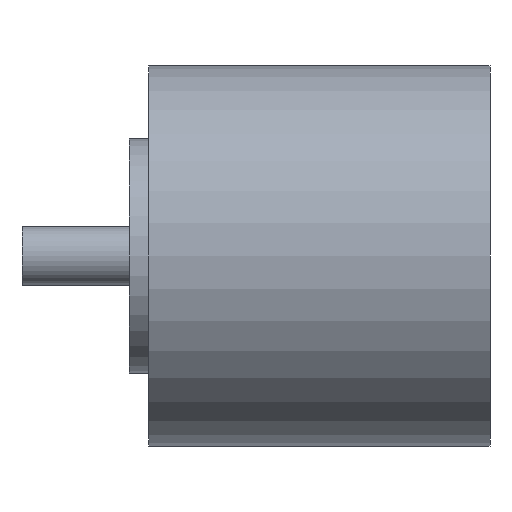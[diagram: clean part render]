
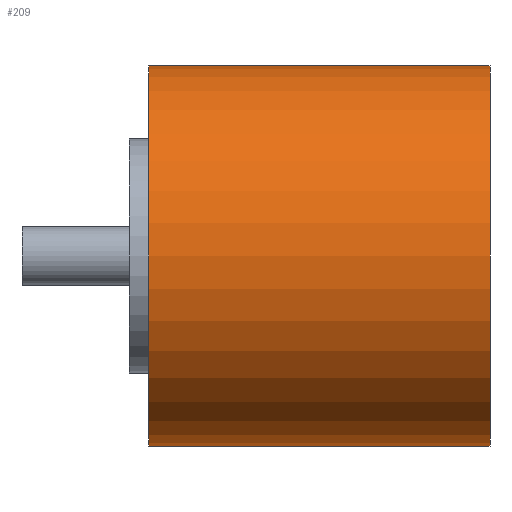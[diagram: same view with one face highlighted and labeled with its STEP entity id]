
A CAD part, front view. The second image highlights one B-rep face of the part: STEP entity #209.
In plain terms, the highlighted cylindrical face has radius 19.5 mm (diameter 39 mm), a partial arc.
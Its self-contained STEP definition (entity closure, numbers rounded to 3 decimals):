
#7 = EDGE_CURVE ( 'NONE', #152, #169, #179, .T. ) ;
#25 = AXIS2_PLACEMENT_3D ( 'NONE', #284, #192, #163 ) ;
#27 = FACE_OUTER_BOUND ( 'NONE', #133, .T. ) ;
#28 = CARTESIAN_POINT ( 'NONE',  ( -35., 0., -19.5 ) ) ;
#31 = CARTESIAN_POINT ( 'NONE',  ( -35., 0., 0. ) ) ;
#36 = DIRECTION ( 'NONE',  ( -1., 0., 0. ) ) ;
#38 = EDGE_CURVE ( 'NONE', #174, #161, #86, .T. ) ;
#39 = CARTESIAN_POINT ( 'NONE',  ( 0., 0., 0. ) ) ;
#86 = LINE ( 'NONE', #97, #278 ) ;
#97 = CARTESIAN_POINT ( 'NONE',  ( -47.995, 0., -19.5 ) ) ;
#106 = ORIENTED_EDGE ( 'NONE', *, *, #170, .F. ) ;
#108 = AXIS2_PLACEMENT_3D ( 'NONE', #31, #241, #121 ) ;
#121 = DIRECTION ( 'NONE',  ( 0., 0., 1. ) ) ;
#122 = CARTESIAN_POINT ( 'NONE',  ( 0., 0., -19.5 ) ) ;
#133 = EDGE_LOOP ( 'NONE', ( #251, #208, #194, #106 ) ) ;
#137 = CYLINDRICAL_SURFACE ( 'NONE', #25, 19.5 ) ;
#152 = VERTEX_POINT ( 'NONE', #238 ) ;
#161 = VERTEX_POINT ( 'NONE', #28 ) ;
#163 = DIRECTION ( 'NONE',  ( 0., 0., 1. ) ) ;
#169 = VERTEX_POINT ( 'NONE', #239 ) ;
#170 = EDGE_CURVE ( 'NONE', #161, #169, #217, .T. ) ;
#174 = VERTEX_POINT ( 'NONE', #122 ) ;
#179 = LINE ( 'NONE', #187, #214 ) ;
#187 = CARTESIAN_POINT ( 'NONE',  ( -47.995, 0., 19.5 ) ) ;
#192 = DIRECTION ( 'NONE',  ( -1., 0., 0. ) ) ;
#194 = ORIENTED_EDGE ( 'NONE', *, *, #7, .T. ) ;
#197 = DIRECTION ( 'NONE',  ( 0., 0., 1. ) ) ;
#208 = ORIENTED_EDGE ( 'NONE', *, *, #279, .T. ) ;
#209 = ADVANCED_FACE ( 'NONE', ( #27 ), #137, .T. ) ;
#213 = CIRCLE ( 'NONE', #266, 19.5 ) ;
#214 = VECTOR ( 'NONE', #235, 1000. ) ;
#217 = CIRCLE ( 'NONE', #108, 19.5 ) ;
#235 = DIRECTION ( 'NONE',  ( -1., 0., 0. ) ) ;
#238 = CARTESIAN_POINT ( 'NONE',  ( 0., 0., 19.5 ) ) ;
#239 = CARTESIAN_POINT ( 'NONE',  ( -35., 0., 19.5 ) ) ;
#241 = DIRECTION ( 'NONE',  ( -1., 0., 0. ) ) ;
#251 = ORIENTED_EDGE ( 'NONE', *, *, #38, .F. ) ;
#266 = AXIS2_PLACEMENT_3D ( 'NONE', #39, #36, #197 ) ;
#277 = DIRECTION ( 'NONE',  ( -1., 0., 0. ) ) ;
#278 = VECTOR ( 'NONE', #277, 1000. ) ;
#279 = EDGE_CURVE ( 'NONE', #174, #152, #213, .T. ) ;
#284 = CARTESIAN_POINT ( 'NONE',  ( -47.995, 0., 0. ) ) ;
